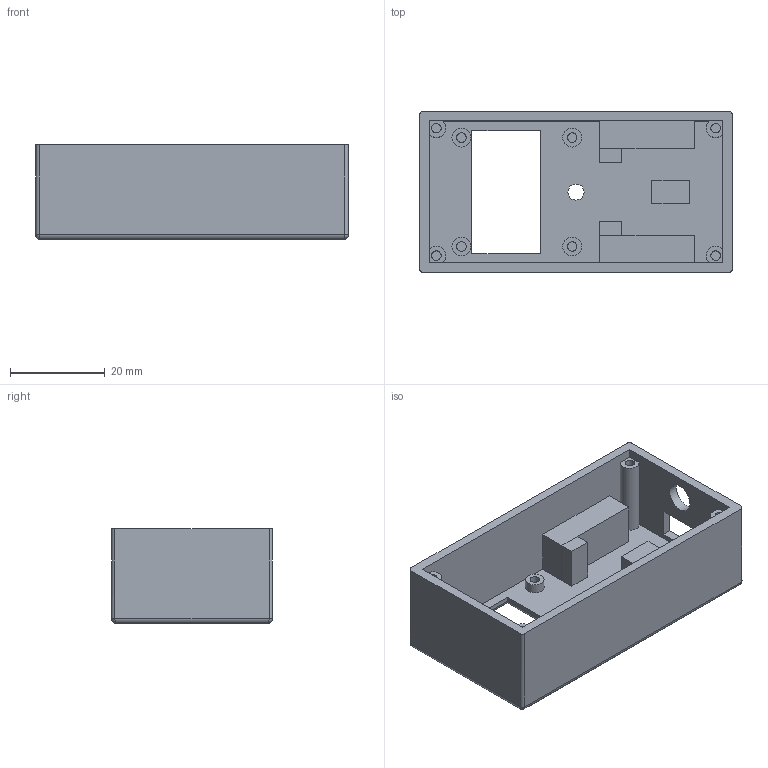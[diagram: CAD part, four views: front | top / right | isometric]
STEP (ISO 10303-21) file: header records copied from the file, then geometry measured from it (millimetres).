
FILE_DESCRIPTION(('FreeCAD Model'),'2;1');
FILE_NAME('Open CASCADE Shape Model','2025-06-22T11:25:24',(''),(''), 'Open CASCADE STEP processor 7.6','FreeCAD','Unknown');
FILE_SCHEMA(('AUTOMOTIVE_DESIGN { 1 0 10303 214 1 1 1 1 }'));
Length unit declared in the file: millimetre
Products named in the file (1): shell
Bounding box: 66 x 34 x 20 mm (x, y, z)
Volume: 13501.8 mm3; surface area: 11903.9 mm2
Topology: 1 solids, 1 shells, 102 faces, 242 edges, 153 vertices
Faces by surface type: plane 61, cylinder 36, bspline 4, torus 1
Full cylindrical faces by diameter (mm): 2 x8, 3.4 x1, 4 x4, 6 x1
Entity records: 3166 total; most frequent: CARTESIAN_POINT 790, DIRECTION 482, ORIENTED_EDGE 476, EDGE_CURVE 238, LINE 168, VECTOR 168, AXIS2_PLACEMENT_3D 157, VERTEX_POINT 153
